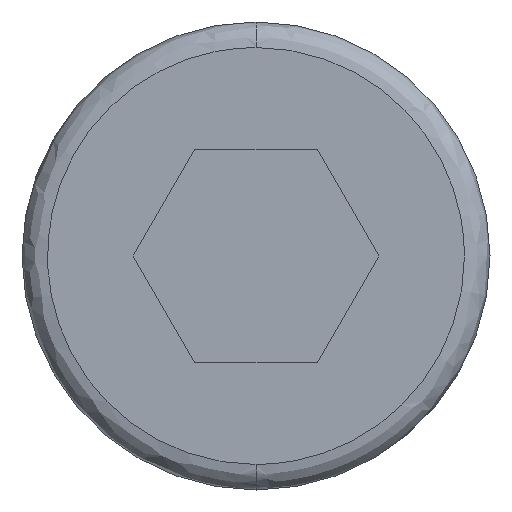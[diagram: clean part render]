
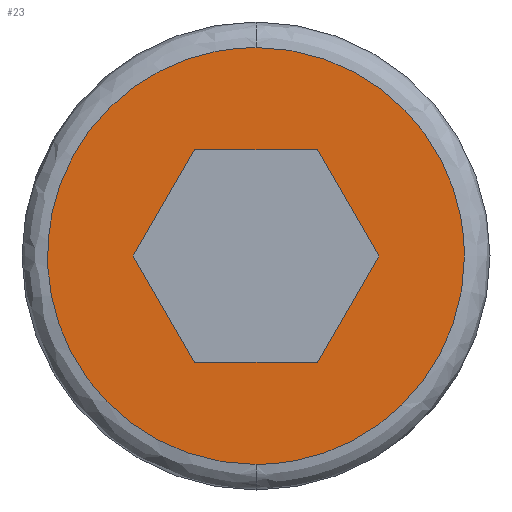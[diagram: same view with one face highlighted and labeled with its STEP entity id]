
A CAD part, front view. The second image highlights one B-rep face of the part: STEP entity #23.
In plain terms, the highlighted planar face has unit normal (0, -1, 0).
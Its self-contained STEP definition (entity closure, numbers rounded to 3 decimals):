
#6 = CARTESIAN_POINT ( 'NONE',  ( 0., -3., -1.25 ) ) ;
#11 = VECTOR ( 'NONE', #308, 1000. ) ;
#17 =( BOUNDED_CURVE ( )  B_SPLINE_CURVE ( 3, ( #698, #335, #762, #767 ),
 .UNSPECIFIED., .F., .F. ) 
 B_SPLINE_CURVE_WITH_KNOTS ( ( 4, 4 ),
 ( 0., 1. ),
 .UNSPECIFIED. ) 
 CURVE ( )  GEOMETRIC_REPRESENTATION_ITEM ( )  RATIONAL_B_SPLINE_CURVE ( ( 1., 0.805, 0.805, 1. ) ) 
 REPRESENTATION_ITEM ( '' )  );
#18 = ORIENTED_EDGE ( 'NONE', *, *, #279, .T. ) ;
#23 = ADVANCED_FACE ( 'NONE', ( #174, #765 ), #161, .T. ) ;
#35 = ORIENTED_EDGE ( 'NONE', *, *, #373, .T. ) ;
#56 = VECTOR ( 'NONE', #633, 1000. ) ;
#63 = CARTESIAN_POINT ( 'NONE',  ( -0.722, -3., -1.25 ) ) ;
#73 = CARTESIAN_POINT ( 'NONE',  ( 0., -3., -2.45 ) ) ;
#75 = CARTESIAN_POINT ( 'NONE',  ( -2.45, -3., -1.435 ) ) ;
#86 = LINE ( 'NONE', #244, #11 ) ;
#97 = VERTEX_POINT ( 'NONE', #115 ) ;
#115 = CARTESIAN_POINT ( 'NONE',  ( -1.443, -3., 0. ) ) ;
#129 = VERTEX_POINT ( 'NONE', #515 ) ;
#141 = ORIENTED_EDGE ( 'NONE', *, *, #678, .T. ) ;
#161 = PLANE ( 'NONE',  #552 ) ;
#171 = EDGE_CURVE ( 'NONE', #587, #227, #359, .T. ) ;
#174 = FACE_BOUND ( 'NONE', #247, .T. ) ;
#181 = ORIENTED_EDGE ( 'NONE', *, *, #496, .F. ) ;
#191 =( BOUNDED_CURVE ( )  B_SPLINE_CURVE ( 3, ( #534, #596, #75, #530, #238, #409, #357 ),
 .UNSPECIFIED., .F., .F. ) 
 B_SPLINE_CURVE_WITH_KNOTS ( ( 4, 3, 4 ),
 ( 0.333, 0.667, 1. ),
 .UNSPECIFIED. ) 
 CURVE ( )  GEOMETRIC_REPRESENTATION_ITEM ( )  RATIONAL_B_SPLINE_CURVE ( ( 1., 0.805, 0.805, 1., 0.805, 0.805, 1. ) ) 
 REPRESENTATION_ITEM ( '' )  );
#202 = DIRECTION ( 'NONE',  ( 0., 0., -1. ) ) ;
#205 = VECTOR ( 'NONE', #568, 1000. ) ;
#215 = CARTESIAN_POINT ( 'NONE',  ( 1.435, -3., -2.45 ) ) ;
#218 = DIRECTION ( 'NONE',  ( 0.5, 0., 0.866 ) ) ;
#220 = CARTESIAN_POINT ( 'NONE',  ( 1.443, -3., 0. ) ) ;
#227 = VERTEX_POINT ( 'NONE', #355 ) ;
#238 = CARTESIAN_POINT ( 'NONE',  ( -2.45, -3., 1.435 ) ) ;
#244 = CARTESIAN_POINT ( 'NONE',  ( 1.443, -3., 0. ) ) ;
#246 = VERTEX_POINT ( 'NONE', #63 ) ;
#247 = EDGE_LOOP ( 'NONE', ( #35, #556, #18, #141, #313, #643 ) ) ;
#260 = EDGE_CURVE ( 'NONE', #388, #503, #191, .T. ) ;
#264 = CARTESIAN_POINT ( 'NONE',  ( 0., -3., 2.45 ) ) ;
#273 = CARTESIAN_POINT ( 'NONE',  ( 0., -3., 1.25 ) ) ;
#277 = EDGE_LOOP ( 'NONE', ( #397, #290, #181 ) ) ;
#279 = EDGE_CURVE ( 'NONE', #129, #246, #660, .T. ) ;
#285 = VECTOR ( 'NONE', #218, 1000. ) ;
#290 = ORIENTED_EDGE ( 'NONE', *, *, #260, .F. ) ;
#291 = VERTEX_POINT ( 'NONE', #538 ) ;
#305 = EDGE_CURVE ( 'NONE', #604, #129, #86, .T. ) ;
#308 = DIRECTION ( 'NONE',  ( -0.5, 0., -0.866 ) ) ;
#313 = ORIENTED_EDGE ( 'NONE', *, *, #740, .T. ) ;
#329 = LINE ( 'NONE', #415, #523 ) ;
#334 = CARTESIAN_POINT ( 'NONE',  ( -0.722, -3., -1.25 ) ) ;
#335 = CARTESIAN_POINT ( 'NONE',  ( 1.435, -3., 2.45 ) ) ;
#355 = CARTESIAN_POINT ( 'NONE',  ( 0.722, -3., 1.25 ) ) ;
#356 = DIRECTION ( 'NONE',  ( -1., 0., 0. ) ) ;
#357 = CARTESIAN_POINT ( 'NONE',  ( 0., -3., 2.45 ) ) ;
#359 = LINE ( 'NONE', #273, #205 ) ;
#373 = EDGE_CURVE ( 'NONE', #227, #604, #329, .T. ) ;
#381 = CARTESIAN_POINT ( 'NONE',  ( 0., -3., -2.45 ) ) ;
#388 = VERTEX_POINT ( 'NONE', #73 ) ;
#397 = ORIENTED_EDGE ( 'NONE', *, *, #624, .F. ) ;
#402 = LINE ( 'NONE', #334, #56 ) ;
#409 = CARTESIAN_POINT ( 'NONE',  ( -1.435, -3., 2.45 ) ) ;
#415 = CARTESIAN_POINT ( 'NONE',  ( 0.722, -3., 1.25 ) ) ;
#429 = DIRECTION ( 'NONE',  ( 0., -1., 0. ) ) ;
#446 = CARTESIAN_POINT ( 'NONE',  ( -0.722, -3., 1.25 ) ) ;
#472 = DIRECTION ( 'NONE',  ( 0.5, 0., -0.866 ) ) ;
#473 = LINE ( 'NONE', #566, #285 ) ;
#494 = CARTESIAN_POINT ( 'NONE',  ( 2.45, -3., -1.435 ) ) ;
#496 = EDGE_CURVE ( 'NONE', #291, #388, #542, .T. ) ;
#503 = VERTEX_POINT ( 'NONE', #264 ) ;
#515 = CARTESIAN_POINT ( 'NONE',  ( 0.722, -3., -1.25 ) ) ;
#523 = VECTOR ( 'NONE', #472, 1000. ) ;
#530 = CARTESIAN_POINT ( 'NONE',  ( -2.45, -3., 0. ) ) ;
#533 = VECTOR ( 'NONE', #356, 1000. ) ;
#534 = CARTESIAN_POINT ( 'NONE',  ( 0., -3., -2.45 ) ) ;
#538 = CARTESIAN_POINT ( 'NONE',  ( 2.45, -3., 0. ) ) ;
#542 =( BOUNDED_CURVE ( )  B_SPLINE_CURVE ( 3, ( #745, #494, #215, #381 ),
 .UNSPECIFIED., .F., .T. ) 
 B_SPLINE_CURVE_WITH_KNOTS ( ( 4, 4 ),
 ( 0., 0.333 ),
 .UNSPECIFIED. ) 
 CURVE ( )  GEOMETRIC_REPRESENTATION_ITEM ( )  RATIONAL_B_SPLINE_CURVE ( ( 1., 0.805, 0.805, 1. ) ) 
 REPRESENTATION_ITEM ( '' )  );
#552 = AXIS2_PLACEMENT_3D ( 'NONE', #746, #429, #202 ) ;
#556 = ORIENTED_EDGE ( 'NONE', *, *, #305, .T. ) ;
#566 = CARTESIAN_POINT ( 'NONE',  ( -1.443, -3., 0. ) ) ;
#568 = DIRECTION ( 'NONE',  ( 1., 0., 0. ) ) ;
#587 = VERTEX_POINT ( 'NONE', #446 ) ;
#596 = CARTESIAN_POINT ( 'NONE',  ( -1.435, -3., -2.45 ) ) ;
#604 = VERTEX_POINT ( 'NONE', #220 ) ;
#624 = EDGE_CURVE ( 'NONE', #503, #291, #17, .T. ) ;
#633 = DIRECTION ( 'NONE',  ( -0.5, 0., 0.866 ) ) ;
#643 = ORIENTED_EDGE ( 'NONE', *, *, #171, .T. ) ;
#660 = LINE ( 'NONE', #6, #533 ) ;
#678 = EDGE_CURVE ( 'NONE', #246, #97, #402, .T. ) ;
#698 = CARTESIAN_POINT ( 'NONE',  ( 0., -3., 2.45 ) ) ;
#740 = EDGE_CURVE ( 'NONE', #97, #587, #473, .T. ) ;
#745 = CARTESIAN_POINT ( 'NONE',  ( 2.45, -3., 0. ) ) ;
#746 = CARTESIAN_POINT ( 'NONE',  ( 0., -3., 0. ) ) ;
#762 = CARTESIAN_POINT ( 'NONE',  ( 2.45, -3., 1.435 ) ) ;
#765 = FACE_OUTER_BOUND ( 'NONE', #277, .T. ) ;
#767 = CARTESIAN_POINT ( 'NONE',  ( 2.45, -3., 0. ) ) ;
